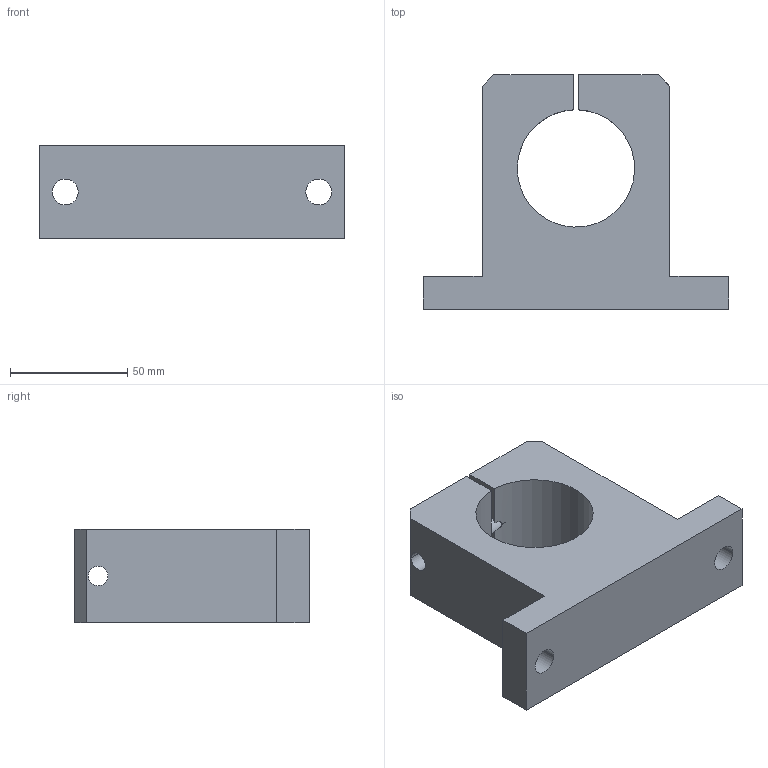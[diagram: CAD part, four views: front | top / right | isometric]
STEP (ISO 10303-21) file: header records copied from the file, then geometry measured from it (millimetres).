
FILE_DESCRIPTION( ( '' ), '1' );
FILE_NAME( 'wbas_50_2_03.stp', '2008-04-10T06:25:07', ( '' ), ( '' ), ' ', ' ', ' ' );
FILE_SCHEMA( ( 'CONFIG_CONTROL_DESIGN' ) );
Length unit declared in the file: millimetre
Products named in the file (1): 1
Bounding box: 130 x 100 x 40 mm (x, y, z)
Volume: 257061.6 mm3; surface area: 41666.9 mm2
Topology: 1 solids, 1 shells, 28 faces, 81 edges, 54 vertices
Faces by surface type: plane 16, cylinder 12
Entity records: 1053 total; most frequent: CARTESIAN_POINT 230, DIRECTION 163, ORIENTED_EDGE 162, EDGE_CURVE 81, AXIS2_PLACEMENT_3D 55, VERTEX_POINT 54, LINE 53, VECTOR 53
